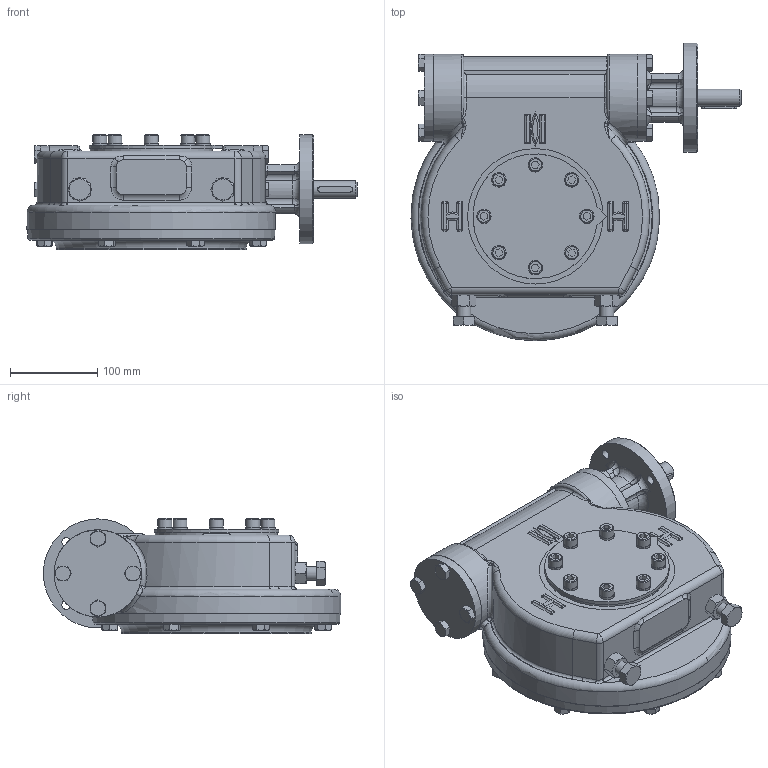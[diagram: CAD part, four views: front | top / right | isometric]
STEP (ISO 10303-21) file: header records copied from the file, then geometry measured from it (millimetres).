
FILE_DESCRIPTION(/* description */ ('Unknown'),/* implementation_level */ '2;1');
FILE_NAME(/* name */ 'PUB-IW5FB-F10-F16',/* time_stamp */ '2016-06-23T16:00:57+01:00',/* author */ ('Unknown'),/* organization */ ('Unknown'),/* preprocessor_version */ 'ST-DEVELOPER v16',/* originating_system */ 'DEX',/* authorisation */ $);
FILE_SCHEMA (('AUTOMOTIVE_DESIGN {1 0 10303 214 3 1 1}'));
Length unit declared in the file: millimetre
Products named in the file (1): PUB-IW5FB-F10-F16
Bounding box: 378.3 x 340.92 x 132.1 mm (x, y, z)
Surface area: 414765.1 mm2 (no closed solid volume)
Topology: 0 solids, 53 shells, 740 faces, 1962 edges, 1257 vertices
Faces by surface type: plane 327, cone 149, cylinder 120, bspline 95, torus 45, sphere 4
Full cylindrical faces by diameter (mm): 10.5 x4, 16 x10, 16.6 x8, 17.294 x4, 20 x1, 25 x1, 70.1 x1, 100 x5, 125 x1, 140 x1
Entity records: 37008 total; most frequent: CARTESIAN_POINT 19113, ORIENTED_EDGE 3287, DIRECTION 3173, EDGE_CURVE 1849, VERTEX_POINT 1239, AXIS2_PLACEMENT_3D 1227, EDGE_LOOP 936, FACE_BOUND 936
